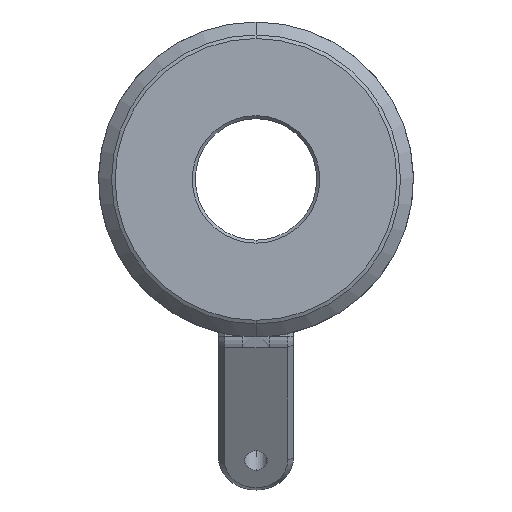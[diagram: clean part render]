
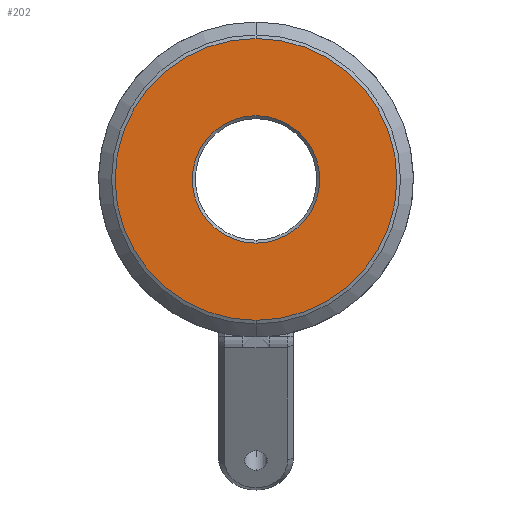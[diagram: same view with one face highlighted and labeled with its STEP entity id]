
A CAD part, front view. The second image highlights one B-rep face of the part: STEP entity #202.
In plain terms, the highlighted planar face has unit normal (0, -1, 0).
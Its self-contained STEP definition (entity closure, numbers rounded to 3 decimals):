
#14 = ORIENTED_EDGE ( 'NONE', *, *, #1504, .T. ) ;
#185 = VERTEX_POINT ( 'NONE', #785 ) ;
#202 = ADVANCED_FACE ( 'NONE', ( #1525, #275 ), #391, .F. ) ;
#259 = EDGE_CURVE ( 'NONE', #1234, #342, #834, .T. ) ;
#275 = FACE_OUTER_BOUND ( 'NONE', #1049, .T. ) ;
#319 = EDGE_CURVE ( 'NONE', #185, #1564, #377, .T. ) ;
#326 = CARTESIAN_POINT ( 'NONE',  ( 0., -41.056, 0. ) ) ;
#342 = VERTEX_POINT ( 'NONE', #728 ) ;
#377 = CIRCLE ( 'NONE', #586, 18.8 ) ;
#383 = CARTESIAN_POINT ( 'NONE',  ( 0., -41.056, 0. ) ) ;
#391 = PLANE ( 'NONE',  #1358 ) ;
#487 = DIRECTION ( 'NONE',  ( 0., 0., 1. ) ) ;
#578 = CIRCLE ( 'NONE', #629, 8.5 ) ;
#586 = AXIS2_PLACEMENT_3D ( 'NONE', #1339, #1110, #972 ) ;
#606 = CIRCLE ( 'NONE', #1247, 18.8 ) ;
#607 = DIRECTION ( 'NONE',  ( 0., 0., 1. ) ) ;
#629 = AXIS2_PLACEMENT_3D ( 'NONE', #326, #832, #1336 ) ;
#654 = EDGE_CURVE ( 'NONE', #342, #1234, #578, .T. ) ;
#728 = CARTESIAN_POINT ( 'NONE',  ( 0., -41.056, -8.5 ) ) ;
#747 = CARTESIAN_POINT ( 'NONE',  ( 0., -41.056, 0. ) ) ;
#769 = DIRECTION ( 'NONE',  ( 0., 0., 1. ) ) ;
#771 = ORIENTED_EDGE ( 'NONE', *, *, #319, .T. ) ;
#785 = CARTESIAN_POINT ( 'NONE',  ( 0., -41.056, -18.8 ) ) ;
#800 = CARTESIAN_POINT ( 'NONE',  ( 0., -41.056, 8.5 ) ) ;
#832 = DIRECTION ( 'NONE',  ( 0., 1., 0. ) ) ;
#834 = CIRCLE ( 'NONE', #1074, 8.5 ) ;
#889 = DIRECTION ( 'NONE',  ( 0., 1., 0. ) ) ;
#972 = DIRECTION ( 'NONE',  ( 0., 0., 1. ) ) ;
#1021 = EDGE_LOOP ( 'NONE', ( #1490, #1176 ) ) ;
#1049 = EDGE_LOOP ( 'NONE', ( #14, #771 ) ) ;
#1074 = AXIS2_PLACEMENT_3D ( 'NONE', #383, #889, #487 ) ;
#1110 = DIRECTION ( 'NONE',  ( 0., -1., 0. ) ) ;
#1176 = ORIENTED_EDGE ( 'NONE', *, *, #259, .T. ) ;
#1234 = VERTEX_POINT ( 'NONE', #800 ) ;
#1247 = AXIS2_PLACEMENT_3D ( 'NONE', #747, #1636, #607 ) ;
#1281 = CARTESIAN_POINT ( 'NONE',  ( 0., -41.056, -8.1 ) ) ;
#1336 = DIRECTION ( 'NONE',  ( 0., 0., 1. ) ) ;
#1339 = CARTESIAN_POINT ( 'NONE',  ( 0., -41.056, 0. ) ) ;
#1358 = AXIS2_PLACEMENT_3D ( 'NONE', #1281, #1396, #769 ) ;
#1396 = DIRECTION ( 'NONE',  ( 0., 1., 0. ) ) ;
#1490 = ORIENTED_EDGE ( 'NONE', *, *, #654, .T. ) ;
#1498 = CARTESIAN_POINT ( 'NONE',  ( 0., -41.056, 18.8 ) ) ;
#1504 = EDGE_CURVE ( 'NONE', #1564, #185, #606, .T. ) ;
#1525 = FACE_BOUND ( 'NONE', #1021, .T. ) ;
#1564 = VERTEX_POINT ( 'NONE', #1498 ) ;
#1636 = DIRECTION ( 'NONE',  ( 0., -1., 0. ) ) ;
